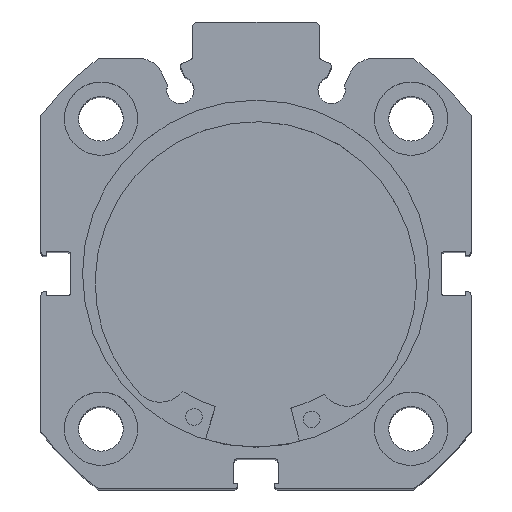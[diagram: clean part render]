
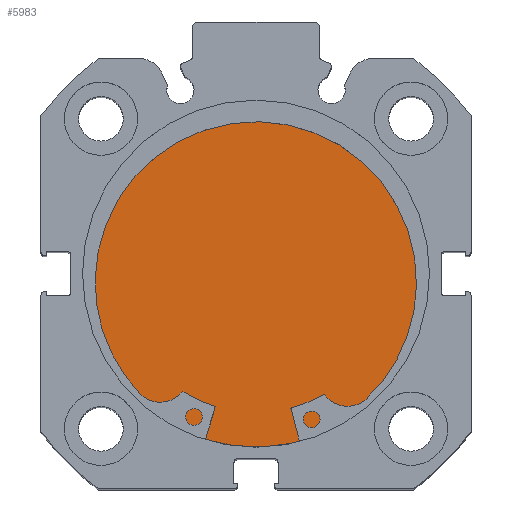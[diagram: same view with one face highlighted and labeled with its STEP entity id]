
A CAD part, top view. The second image highlights one B-rep face of the part: STEP entity #5983.
In plain terms, the highlighted face is planar.
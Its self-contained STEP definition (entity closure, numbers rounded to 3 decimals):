
#159 = DIRECTION ( 'NONE',  ( -1., 0., 0. ) ) ;
#161 = DIRECTION ( 'NONE',  ( 0., 0., 1. ) ) ;
#255 = CARTESIAN_POINT ( 'NONE',  ( 9., 0., 0. ) ) ;
#393 = AXIS2_PLACEMENT_3D ( 'NONE', #255, #159, #161 ) ;
#421 = AXIS2_PLACEMENT_3D ( 'NONE', #1823, #1832, #1833 ) ;
#703 = AXIS2_PLACEMENT_3D ( 'NONE', #2956, #2959, #2960 ) ;
#904 = CIRCLE ( 'NONE', #421, 26. ) ;
#1520 = FACE_OUTER_BOUND ( 'NONE', #4905, .T. ) ;
#1823 = CARTESIAN_POINT ( 'NONE',  ( 9., 0., 0. ) ) ;
#1832 = DIRECTION ( 'NONE',  ( -1., 0., 0. ) ) ;
#1833 = DIRECTION ( 'NONE',  ( 0., 0., 1. ) ) ;
#2956 = CARTESIAN_POINT ( 'NONE',  ( 9., 26., 0. ) ) ;
#2957 = PLANE ( 'NONE',  #703 ) ;
#2959 = DIRECTION ( 'NONE',  ( -1., 0., 0. ) ) ;
#2960 = DIRECTION ( 'NONE',  ( 0., 0., 1. ) ) ;
#3332 = CARTESIAN_POINT ( 'NONE',  ( 9., 0., 26. ) ) ;
#3387 = CARTESIAN_POINT ( 'NONE',  ( 9., 0., -26. ) ) ;
#4261 = ORIENTED_EDGE ( 'NONE', *, *, #5345, .F. ) ;
#4262 = ORIENTED_EDGE ( 'NONE', *, *, #5268, .F. ) ;
#4905 = EDGE_LOOP ( 'NONE', ( #4262, #4261 ) ) ;
#5046 = CIRCLE ( 'NONE', #393, 26. ) ;
#5268 = EDGE_CURVE ( 'NONE', #6361, #6492, #5046, .T. ) ;
#5345 = EDGE_CURVE ( 'NONE', #6492, #6361, #904, .T. ) ;
#5983 = ADVANCED_FACE ( 'NONE', ( #1520 ), #2957, .F. ) ;
#6361 = VERTEX_POINT ( 'NONE', #3332 ) ;
#6492 = VERTEX_POINT ( 'NONE', #3387 ) ;
